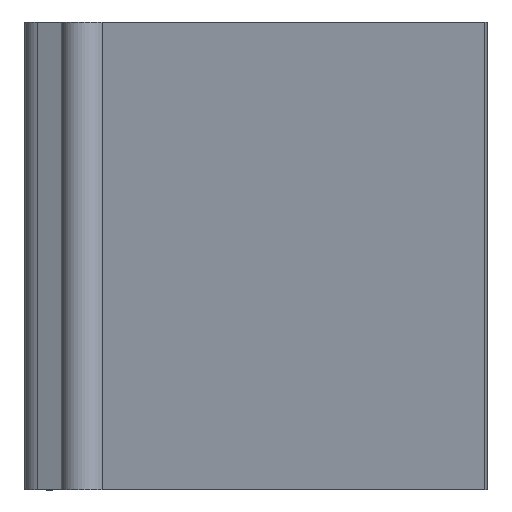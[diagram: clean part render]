
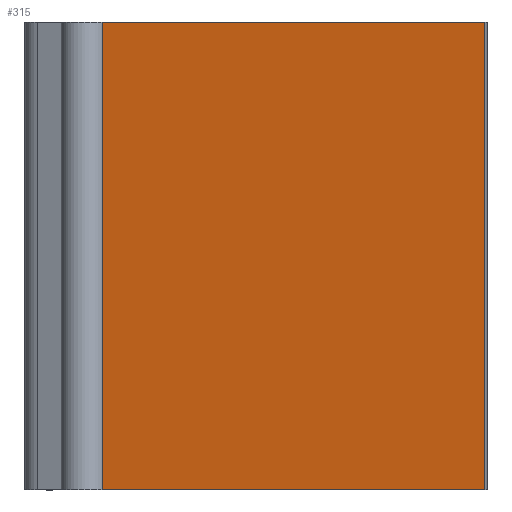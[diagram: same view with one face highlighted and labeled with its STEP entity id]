
A CAD part, left-side view. The second image highlights one B-rep face of the part: STEP entity #315.
In plain terms, the highlighted planar face has unit normal (-0.456, -0.89, 0).
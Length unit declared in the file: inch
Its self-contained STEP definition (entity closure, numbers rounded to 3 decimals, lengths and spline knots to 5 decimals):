
#20=PLANE('',#358);
#31=FACE_OUTER_BOUND('',#50,.T.);
#50=EDGE_LOOP('',(#239,#240,#241,#242));
#67=LINE('',#494,#94);
#69=LINE('',#500,#96);
#75=LINE('',#524,#102);
#76=LINE('',#525,#103);
#94=VECTOR('',#397,0.3937);
#96=VECTOR('',#403,0.3937);
#102=VECTOR('',#423,0.3937);
#103=VECTOR('',#424,0.3937);
#142=VERTEX_POINT('',#491);
#143=VERTEX_POINT('',#493);
#145=VERTEX_POINT('',#499);
#156=VERTEX_POINT('',#523);
#174=EDGE_CURVE('',#142,#143,#67,.T.);
#177=EDGE_CURVE('',#145,#143,#69,.T.);
#189=EDGE_CURVE('',#156,#142,#75,.T.);
#190=EDGE_CURVE('',#145,#156,#76,.T.);
#239=ORIENTED_EDGE('',*,*,#174,.F.);
#240=ORIENTED_EDGE('',*,*,#189,.F.);
#241=ORIENTED_EDGE('',*,*,#190,.F.);
#242=ORIENTED_EDGE('',*,*,#177,.T.);
#315=ADVANCED_FACE('',(#31),#20,.T.);
#358=AXIS2_PLACEMENT_3D('',#522,#421,#422);
#397=DIRECTION('',(0.,0.,-1.));
#403=DIRECTION('',(0.89,-0.456,0.));
#421=DIRECTION('center_axis',(-0.456,-0.89,0.));
#422=DIRECTION('ref_axis',(0.89,-0.456,0.));
#423=DIRECTION('',(0.89,-0.456,0.));
#424=DIRECTION('',(0.,0.,1.));
#491=CARTESIAN_POINT('',(1.97242,-0.9695,1.063));
#493=CARTESIAN_POINT('',(1.97242,-0.9695,0.));
#494=CARTESIAN_POINT('',(1.97242,-0.9695,0.));
#499=CARTESIAN_POINT('',(0.2795,-0.10133,0.));
#500=CARTESIAN_POINT('',(0.09524,-0.00684,0.));
#522=CARTESIAN_POINT('Origin',(0.09524,-0.00684,
0.));
#523=CARTESIAN_POINT('',(0.2795,-0.10133,1.063));
#524=CARTESIAN_POINT('',(0.09524,-0.00684,1.063));
#525=CARTESIAN_POINT('',(0.2795,-0.10133,0.));
